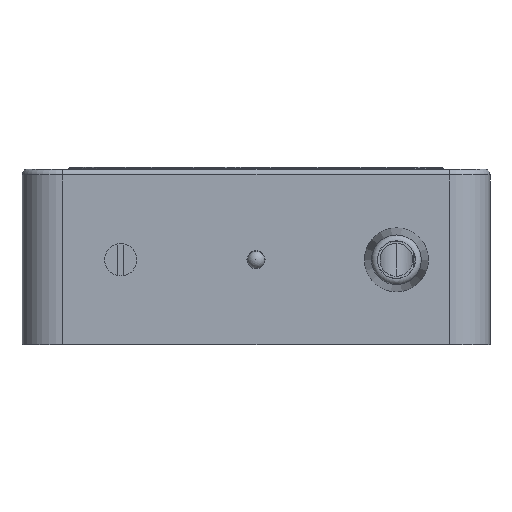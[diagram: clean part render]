
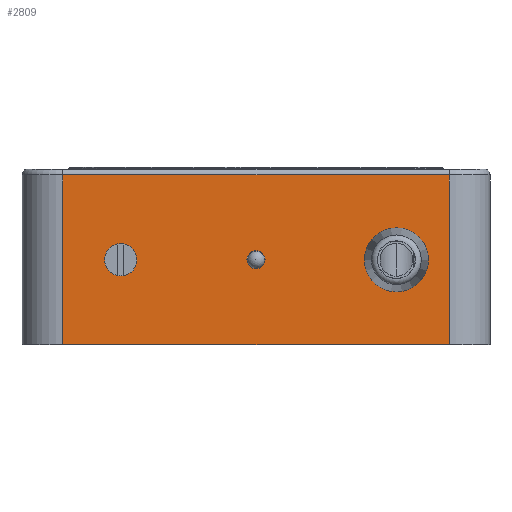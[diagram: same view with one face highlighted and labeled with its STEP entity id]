
A CAD part, left-side view. The second image highlights one B-rep face of the part: STEP entity #2809.
In plain terms, the highlighted planar face has unit normal (-1, 0, 0).
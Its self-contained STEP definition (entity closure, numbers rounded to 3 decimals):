
#47=FACE_BOUND('',#464,.T.);
#48=FACE_BOUND('',#465,.T.);
#49=FACE_BOUND('',#466,.T.);
#69=CIRCLE('',#2976,5.466);
#83=CIRCLE('',#3000,1.5);
#94=CIRCLE('',#3020,1.55);
#191=PLANE('',#3050);
#284=FACE_OUTER_BOUND('',#463,.T.);
#463=EDGE_LOOP('',(#1871,#1872,#1873,#1874));
#464=EDGE_LOOP('',(#1875));
#465=EDGE_LOOP('',(#1876));
#466=EDGE_LOOP('',(#1877));
#639=LINE('',#4283,#854);
#651=LINE('',#4338,#866);
#652=LINE('',#4342,#867);
#653=LINE('',#4343,#868);
#854=VECTOR('',#3395,10.);
#866=VECTOR('',#3459,10.);
#867=VECTOR('',#3464,10.);
#868=VECTOR('',#3465,10.);
#1110=VERTEX_POINT('',#4164);
#1127=VERTEX_POINT('',#4216);
#1139=VERTEX_POINT('',#4275);
#1141=VERTEX_POINT('',#4280);
#1142=VERTEX_POINT('',#4282);
#1159=VERTEX_POINT('',#4337);
#1160=VERTEX_POINT('',#4341);
#1344=EDGE_CURVE('',#1110,#1110,#69,.T.);
#1369=EDGE_CURVE('',#1127,#1127,#83,.T.);
#1386=EDGE_CURVE('',#1139,#1139,#94,.T.);
#1389=EDGE_CURVE('',#1141,#1142,#639,.T.);
#1417=EDGE_CURVE('',#1142,#1159,#651,.T.);
#1419=EDGE_CURVE('',#1141,#1160,#652,.T.);
#1420=EDGE_CURVE('',#1160,#1159,#653,.T.);
#1871=ORIENTED_EDGE('',*,*,#1389,.F.);
#1872=ORIENTED_EDGE('',*,*,#1419,.T.);
#1873=ORIENTED_EDGE('',*,*,#1420,.T.);
#1874=ORIENTED_EDGE('',*,*,#1417,.F.);
#1875=ORIENTED_EDGE('',*,*,#1344,.T.);
#1876=ORIENTED_EDGE('',*,*,#1386,.T.);
#1877=ORIENTED_EDGE('',*,*,#1369,.T.);
#2809=ADVANCED_FACE('',(#284,#47,#48,#49),#191,.T.);
#2976=AXIS2_PLACEMENT_3D('',#4165,#3284,#3285);
#3000=AXIS2_PLACEMENT_3D('',#4217,#3343,#3344);
#3020=AXIS2_PLACEMENT_3D('',#4276,#3388,#3389);
#3050=AXIS2_PLACEMENT_3D('',#4340,#3462,#3463);
#3284=DIRECTION('center_axis',(1.,0.,0.));
#3285=DIRECTION('ref_axis',(0.,1.,0.));
#3343=DIRECTION('center_axis',(1.,0.,0.));
#3344=DIRECTION('ref_axis',(0.,0.,-1.));
#3388=DIRECTION('center_axis',(1.,0.,0.));
#3389=DIRECTION('ref_axis',(0.,0.,-1.));
#3395=DIRECTION('',(0.,-1.,0.));
#3459=DIRECTION('',(0.,0.,-1.));
#3462=DIRECTION('center_axis',(-1.,0.,0.));
#3463=DIRECTION('ref_axis',(0.,0.,1.));
#3464=DIRECTION('',(0.,0.,-1.));
#3465=DIRECTION('',(0.,-1.,0.));
#4164=CARTESIAN_POINT('',(0.,10.532,-15.5));
#4165=CARTESIAN_POINT('Origin',(0.,15.997,-15.5));
#4216=CARTESIAN_POINT('',(0.,64.62,-15.5));
#4217=CARTESIAN_POINT('Origin',(0.,63.12,-15.5));
#4275=CARTESIAN_POINT('',(0.,40.,-13.95));
#4276=CARTESIAN_POINT('Origin',(0.,40.,-15.5));
#4280=CARTESIAN_POINT('',(0.,73.,-1.));
#4282=CARTESIAN_POINT('',(0.,7.,-1.));
#4283=CARTESIAN_POINT('',(0.,56.5,-1.));
#4337=CARTESIAN_POINT('',(0.,7.,-30.));
#4338=CARTESIAN_POINT('',(0.,7.,0.));
#4340=CARTESIAN_POINT('Origin',(0.,73.,0.));
#4341=CARTESIAN_POINT('',(0.,73.,-30.));
#4342=CARTESIAN_POINT('',(0.,73.,0.));
#4343=CARTESIAN_POINT('',(0.,73.,-30.));
